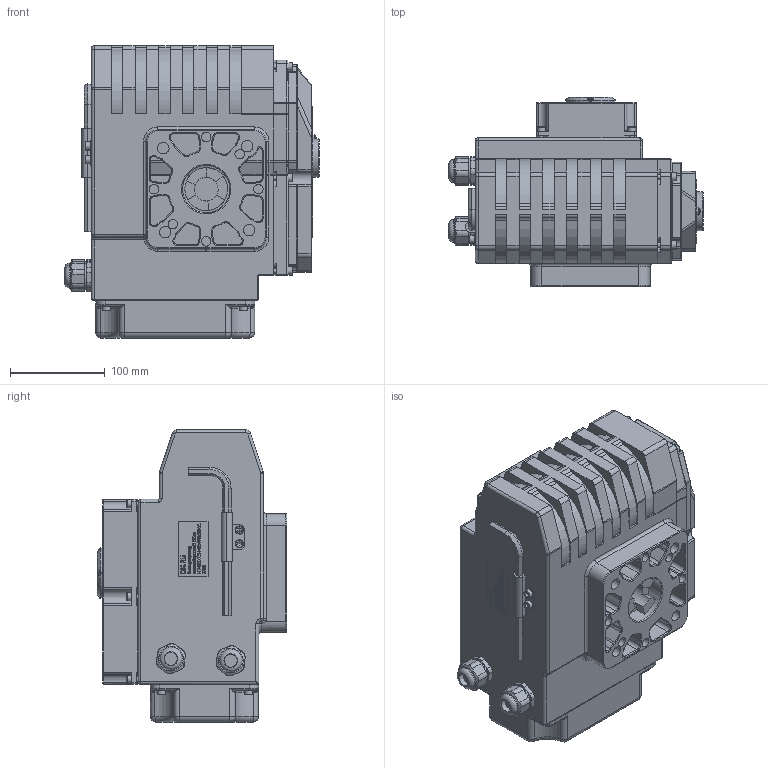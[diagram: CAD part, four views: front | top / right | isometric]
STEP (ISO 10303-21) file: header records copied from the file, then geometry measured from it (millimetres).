
FILE_DESCRIPTION(/* description */ (''),/* implementation_level */ '2;1');
FILE_NAME(/* name */ 'MT-N-xEM_3D_STEP.stp',/* time_stamp */ '2025-12-22T23:57:28+03:00',/* author */ ('igorr'),/* organization */ (''),/* preprocessor_version */ 'ST-DEVELOPER v20',/* originating_system */ 'Autodesk Inventor 2025',/* authorisation */ '');
FILE_SCHEMA (('AUTOMOTIVE_DESIGN { 1 0 10303 214 3 1 1 }'));
Products named in the file (7): Сборка; Деталь; AS 1427 - M3 x 16; AS 1427 - M3 x 5; Деталь1; Деталь1_1; AS 1420 - 1973 - M5 x 30
Assembly tree (27 placements, depth 2):
  Сборка
    Деталь
    AS 1420 - 1973 - M5 x 30  x18
    AS 1427 - M3 x 16  x4
    AS 1427 - M3 x 5
    Деталь1_1  x2
    Деталь1
Bounding box: 268 x 200 x 308.01 mm (x, y, z)
Volume: 8590849.9 mm3; surface area: 487997.5 mm2
Topology: 27 solids, 28 shells, 2527 faces, 6472 edges, 4142 vertices
Faces by surface type: plane 1154, cylinder 527, bspline 439, torus 284, cone 104, sphere 19
Full cylindrical faces by diameter (mm): 2.693 x5, 3 x5, 5 x18, 8.5 x18, 10 x6, 12 x4, 13.606 x2, 20.687 x1, 23.953 x2, 25 x1, 27.184 x2, 34.486 x1, 40 x1, 41.033 x1, 42.826 x2, 45 x1, 50 x1, 52 x1
Entity records: 72148 total; most frequent: CARTESIAN_POINT 19535, ORIENTED_EDGE 11018, DIRECTION 9471, EDGE_CURVE 5509, VERTEX_POINT 3521, AXIS2_PLACEMENT_3D 3169, LINE 3133, VECTOR 3133
